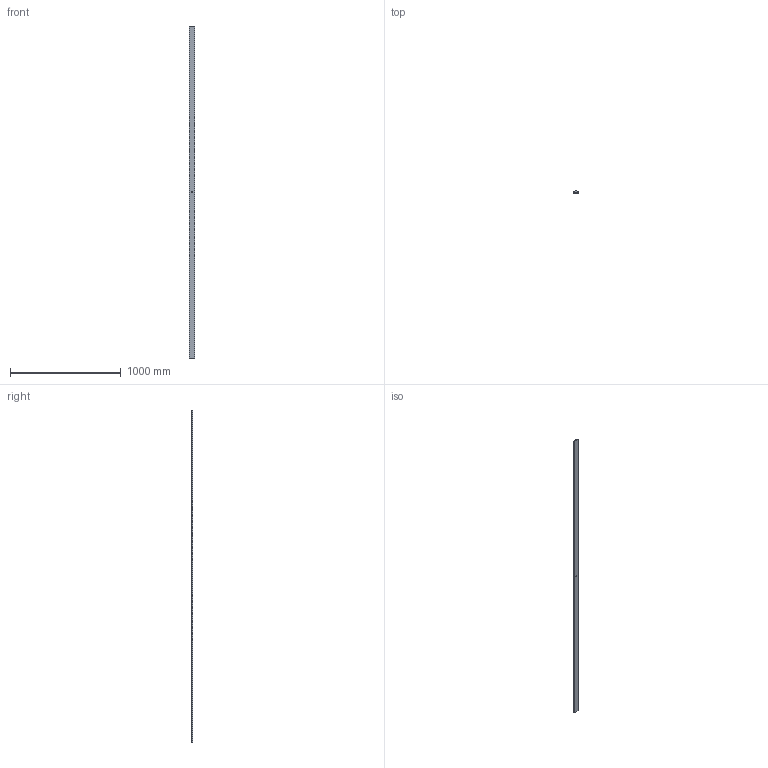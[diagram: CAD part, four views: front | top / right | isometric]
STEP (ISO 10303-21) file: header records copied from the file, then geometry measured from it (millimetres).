
FILE_DESCRIPTION (( 'STEP AP203' ), '1' );
FILE_NAME ('114-A-3.STEP', '2022-04-27T08:41:09', ( '' ), ( '' ), 'SwSTEP 2.0', 'SolidWorks 2018', '' );
FILE_SCHEMA (( 'CONFIG_CONTROL_DESIGN' ));
Length unit declared in the file: millimetre
Products named in the file (1): 114-A-3
Bounding box: 50 x 14 x 3000 mm (x, y, z)
Volume: 1670954.4 mm3; surface area: 348742.3 mm2
Topology: 1 solids, 1 shells, 238 faces, 645 edges, 430 vertices
Faces by surface type: plane 151, bspline 82, cylinder 5
Entity records: 10844 total; most frequent: CARTESIAN_POINT 5316, ORIENTED_EDGE 1290, DIRECTION 805, EDGE_CURVE 645, LINE 471, VECTOR 471, VERTEX_POINT 430, EDGE_LOOP 259
